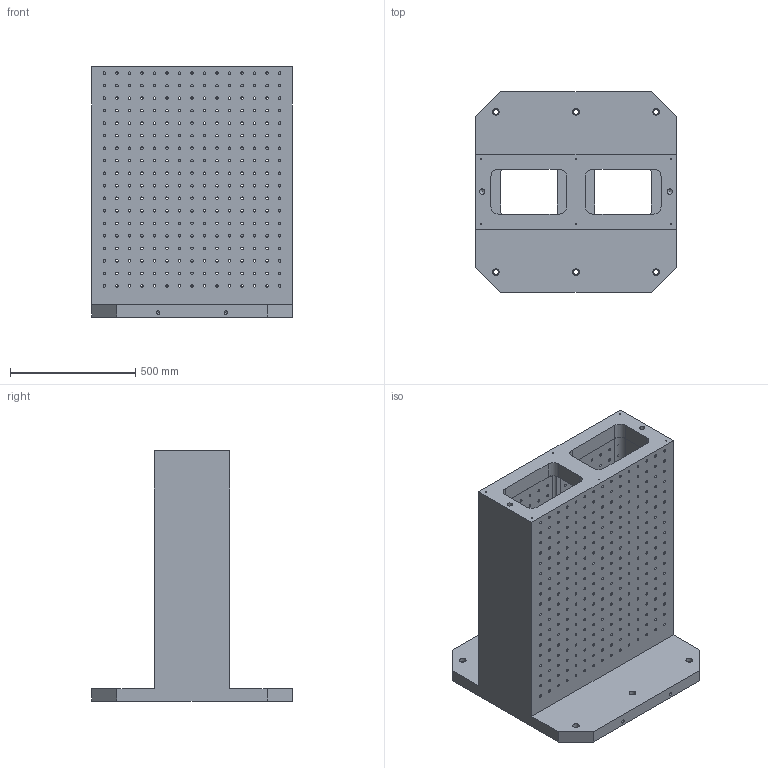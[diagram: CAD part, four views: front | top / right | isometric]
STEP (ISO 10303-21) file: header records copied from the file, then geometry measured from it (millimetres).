
FILE_DESCRIPTION( ( 'Unknown' ), '1' );
FILE_NAME( 'BP11-800800-1000-12.stp', 'Unknown', ( 'S.C.H' ), ( 'Unknown' ), 'XStep 1.0', 'Unknown', ' ' );
FILE_SCHEMA( ( 'CONFIG_CONTROL_DESIGN' ) );
Length unit declared in the file: millimetre
Products named in the file (1): 1
Bounding box: 800 x 800 x 1000 mm (x, y, z)
Volume: 108731079.6 mm3; surface area: 5963892.7 mm2
Topology: 1 solids, 1 shells, 1009 faces, 2295 edges, 1492 vertices
Faces by surface type: cylinder 639, plane 296, torus 56, cone 11, bspline 7
Full cylindrical faces by diameter (mm): 5 x6, 10.106 x540, 14 x3, 18 x6, 21 x2, 26 x6
Entity records: 29047 total; most frequent: CARTESIAN_POINT 6217, DIRECTION 4954, ORIENTED_EDGE 3382, EDGE_LOOP 2465, AXIS2_PLACEMENT_3D 2326, EDGE_CURVE 1691, FACE_OUTER_BOUND 1572, VERTEX_POINT 1473
